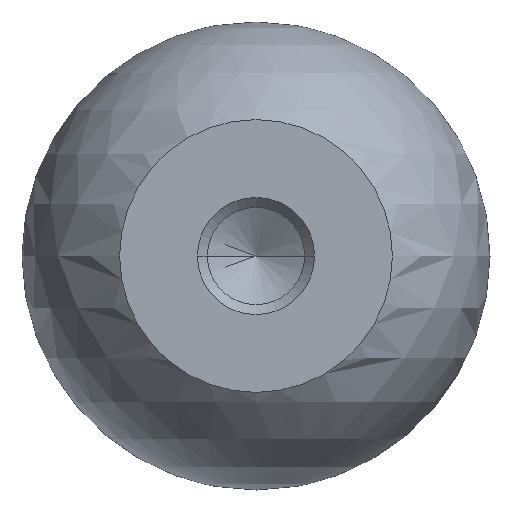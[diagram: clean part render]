
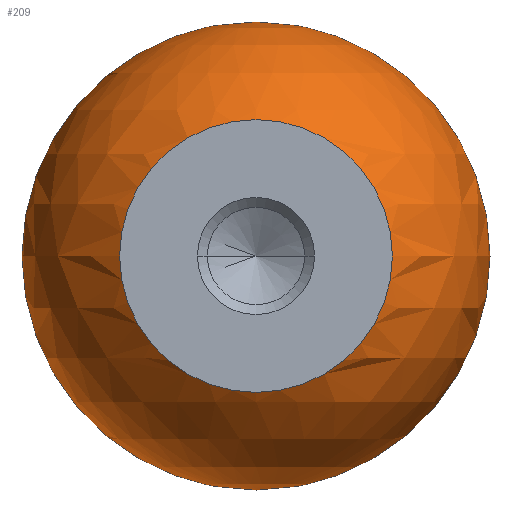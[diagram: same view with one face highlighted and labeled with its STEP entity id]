
A CAD part, front view. The second image highlights one B-rep face of the part: STEP entity #209.
In plain terms, the highlighted spherical face has radius 16 mm.
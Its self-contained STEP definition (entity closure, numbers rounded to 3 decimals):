
#121=VERTEX_POINT('',#274);
#137=EDGE_CURVE('',#155,#203,#293,.T.);
#155=VERTEX_POINT('',#315);
#161=VERTEX_POINT('',#321);
#171=EDGE_CURVE('',#121,#161,#332,.T.);
#181=EDGE_CURVE('',#161,#121,#343,.T.);
#185=EDGE_CURVE('',#203,#155,#347,.T.);
#203=VERTEX_POINT('',#367);
#209=ADVANCED_FACE('',(#373,#374),#375,.T.);
#274=CARTESIAN_POINT('',(0.,0.0,9.327));
#293=CIRCLE('',#464,16.0);
#315=CARTESIAN_POINT('',(0.0,13.0,16.0));
#321=CARTESIAN_POINT('',(0.0,0.0,-9.327));
#332=CIRCLE('',#510,9.327);
#343=CIRCLE('',#526,9.327);
#347=CIRCLE('',#531,16.0);
#367=CARTESIAN_POINT('',(0.,13.0,-16.0));
#373=FACE_BOUND('',#567,.T.);
#374=FACE_BOUND('',#568,.T.);
#375=SPHERICAL_SURFACE('',#569,16.0);
#464=AXIS2_PLACEMENT_3D('',#664,#665,#666);
#510=AXIS2_PLACEMENT_3D('',#716,#717,#718);
#526=AXIS2_PLACEMENT_3D('',#729,#730,#731);
#531=AXIS2_PLACEMENT_3D('',#732,#733,#734);
#567=EDGE_LOOP('',(#764,#765));
#568=EDGE_LOOP('',(#766,#767));
#569=AXIS2_PLACEMENT_3D('',#768,#769,#770);
#664=CARTESIAN_POINT('',(0.0,13.0,0.0));
#665=DIRECTION('',(0.,-1.0,0.0));
#666=DIRECTION('',(0.0,0.0,1.0));
#716=CARTESIAN_POINT('',(0.0,0.0,0.0));
#717=DIRECTION('',(0.0,1.0,0.0));
#718=DIRECTION('',(0.0,0.0,-1.0));
#729=CARTESIAN_POINT('',(0.0,0.0,0.0));
#730=DIRECTION('',(0.0,1.0,0.0));
#731=DIRECTION('',(0.0,0.0,-1.0));
#732=CARTESIAN_POINT('',(0.0,13.0,0.0));
#733=DIRECTION('',(0.,-1.0,0.0));
#734=DIRECTION('',(0.0,0.0,1.0));
#764=ORIENTED_EDGE('',*,*,#185,.T.);
#765=ORIENTED_EDGE('',*,*,#137,.T.);
#766=ORIENTED_EDGE('',*,*,#171,.T.);
#767=ORIENTED_EDGE('',*,*,#181,.T.);
#768=CARTESIAN_POINT('',(0.0,13.0,0.0));
#769=DIRECTION('',(0.0,0.0,1.0));
#770=DIRECTION('',(1.0,0.0,0.0));
